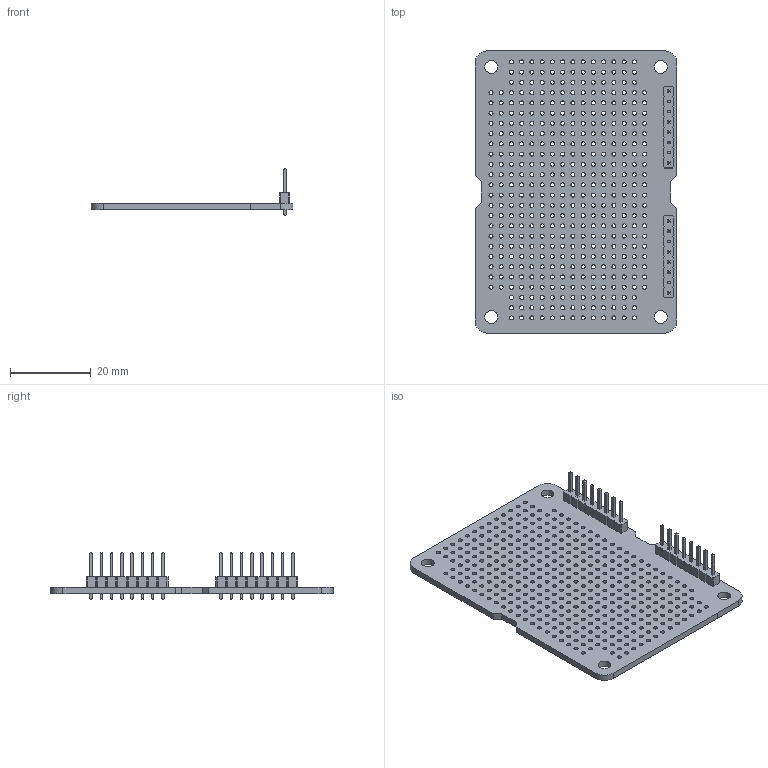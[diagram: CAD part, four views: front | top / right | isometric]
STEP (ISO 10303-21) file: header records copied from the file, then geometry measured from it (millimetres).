
FILE_DESCRIPTION(('KiCad electronic assembly'),'2;1');
FILE_NAME('cansat.step','2024-03-03T13:40:16',('Pcbnew'),('Kicad'), 'Open CASCADE STEP processor 7.5','KiCad to STEP converter','Unknown' );
FILE_SCHEMA(('AUTOMOTIVE_DESIGN { 1 0 10303 214 1 1 1 1 }'));
Length unit declared in the file: millimetre
Products named in the file (4): cansat 1; PinHeader_1x08_P2.54mm_Vertical; SOLID; perf PCB
Assembly tree (4 placements, depth 3):
  cansat 1
    PinHeader_1x08_P2.54mm_Vertical  x2
      SOLID
    perf PCB
Bounding box: 50 x 70 x 11.54 mm (x, y, z)
Volume: 5299.8 mm3; surface area: 9562.1 mm2
Topology: 3 solids, 3 shells, 829 faces, 2245 edges, 1454 vertices
Faces by surface type: cylinder 422, bspline 392, plane 15
Full cylindrical faces by diameter (mm): 1 x414, 3.2 x4
Entity records: 45502 total; most frequent: CARTESIAN_POINT 9123, DIRECTION 5643, ORIENTED_EDGE 3550, PCURVE 3550, DEFINITIONAL_REPRESENTATION 3550, LINE 2227, VECTOR 2227, EDGE_CURVE 1775
